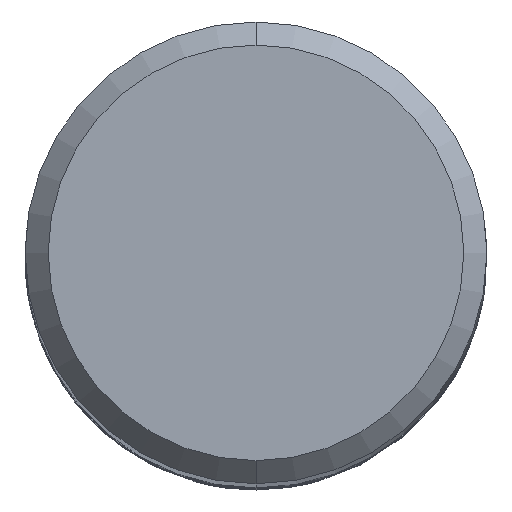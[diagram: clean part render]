
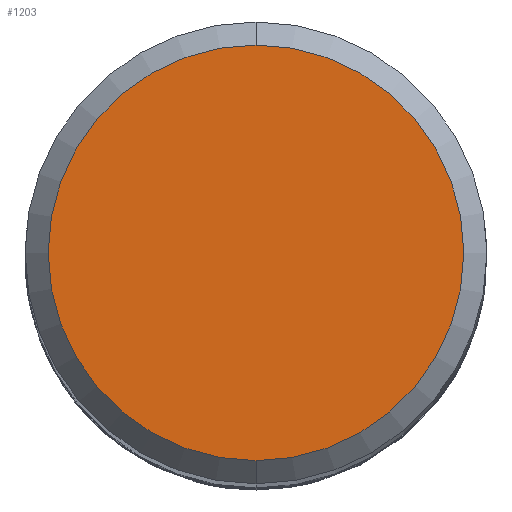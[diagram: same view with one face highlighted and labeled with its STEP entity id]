
A CAD part, top view. The second image highlights one B-rep face of the part: STEP entity #1203.
In plain terms, the highlighted planar face has unit normal (0, 0, 1).
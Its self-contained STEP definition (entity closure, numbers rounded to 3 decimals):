
#1203=ADVANCED_FACE('',(#2638),#2639,.T.);
#1299=EDGE_CURVE('',#1371,#1867,#2744,.T.);
#1371=VERTEX_POINT('',#2821);
#1659=EDGE_CURVE('',#1867,#1371,#3132,.T.);
#1867=VERTEX_POINT('',#3356);
#2638=FACE_OUTER_BOUND('',#9819,.T.);
#2639=PLANE('',#9820);
#2744=CIRCLE('',#11250,3.6);
#2821=CARTESIAN_POINT('',(0.,-3.6,0.0));
#3132=CIRCLE('',#16045,3.6);
#3356=CARTESIAN_POINT('',(0.0,3.6,0.0));
#9819=EDGE_LOOP('',(#21570,#21571));
#9820=AXIS2_PLACEMENT_3D('',#21572,#21573,#21574);
#11250=AXIS2_PLACEMENT_3D('',#21692,#21693,#21694);
#16045=AXIS2_PLACEMENT_3D('',#21979,#21980,#21981);
#21570=ORIENTED_EDGE('',*,*,#1659,.F.);
#21571=ORIENTED_EDGE('',*,*,#1299,.F.);
#21572=CARTESIAN_POINT('',(0.0,1.8,0.0));
#21573=DIRECTION('',(-0.0,0.0,1.0));
#21574=DIRECTION('',(0.0,-1.0,0.0));
#21692=CARTESIAN_POINT('',(0.0,0.0,0.0));
#21693=DIRECTION('',(0.0,0.0,-1.0));
#21694=DIRECTION('',(0.0,1.0,0.0));
#21979=CARTESIAN_POINT('',(0.0,0.0,0.0));
#21980=DIRECTION('',(0.0,0.0,-1.0));
#21981=DIRECTION('',(0.0,1.0,0.0));
